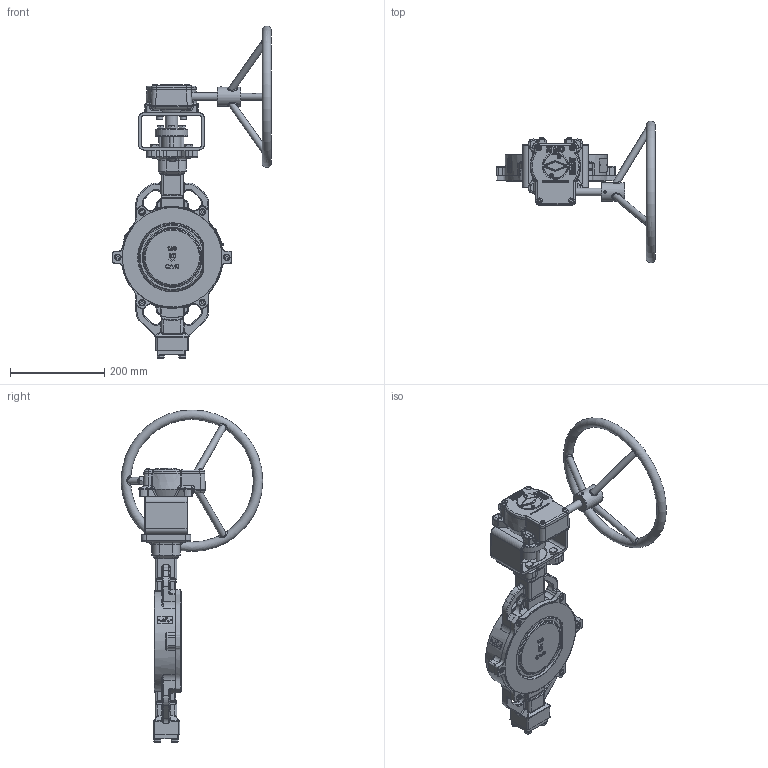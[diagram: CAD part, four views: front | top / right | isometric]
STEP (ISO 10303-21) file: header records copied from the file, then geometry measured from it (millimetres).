
FILE_DESCRIPTION(('HOOPS Exchange Step'),'2;1');
FILE_NAME('AK11_DN150_PN10-40-ANSI150-300_Getriebe.stp','2024-11-22T09:59:52+01:00',('nieru'),('Unknown organisation'),'HOOPS Exchange 2024.2','HOOPS Exchange','Unknown authorisation');
FILE_SCHEMA( ('AP203_CONFIGURATION_CONTROLLED_3D_DESIGN_OF_MECHANICAL_PARTS_AND_ASSEMBLIES_MIM_LF') );
Length unit declared in the file: millimetre
Products named in the file (12): 0; root
Assembly tree (11 placements, depth 5):
  root
    0
    0
      0
        0
          0
      0
        0
        0
        0
      0
        0
Bounding box: 336.84 x 300 x 703.9 mm (x, y, z)
Volume: 2982763.1 mm3; surface area: 664033.9 mm2
Topology: 75 solids, 702 shells, 3398 faces, 9698 edges, 7090 vertices
Faces by surface type: bspline 954, cylinder 952, plane 825, torus 376, cone 232, sphere 59
Full cylindrical faces by diameter (mm): 2.2 x2, 4.2 x2, 6.8 x3, 8 x11, 9 x7, 10 x8, 10.106 x4, 10.5 x4, 11 x8, 13 x8, 14 x9, 14.6 x4, 14.8 x8, 16 x5, 17.15 x1, 18.873 x4, 19.873 x2, 22 x2, 25 x1, 26.689 x1, 35 x1, 40 x1, 40.316 x1, 52 x1, 56 x1, 69.5 x1, 148.007 x1, 150.007 x2, 155 x1
Entity records: 302966 total; most frequent: CARTESIAN_POINT 219721, ORIENTED_EDGE 16236, DIRECTION 14892, EDGE_CURVE 9615, VERTEX_POINT 7086, AXIS2_PLACEMENT_3D 5925, EDGE_LOOP 3605, FACE_BOUND 3605
